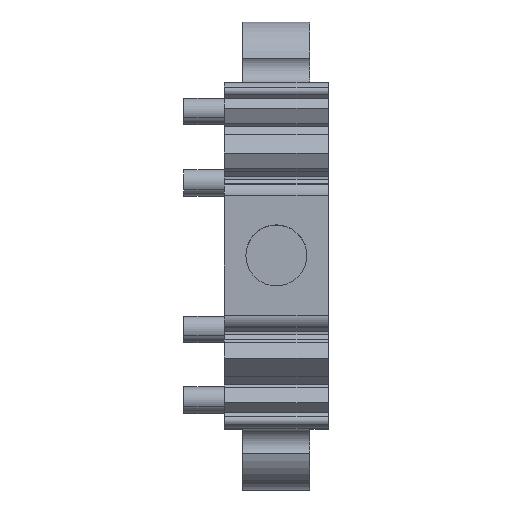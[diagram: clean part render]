
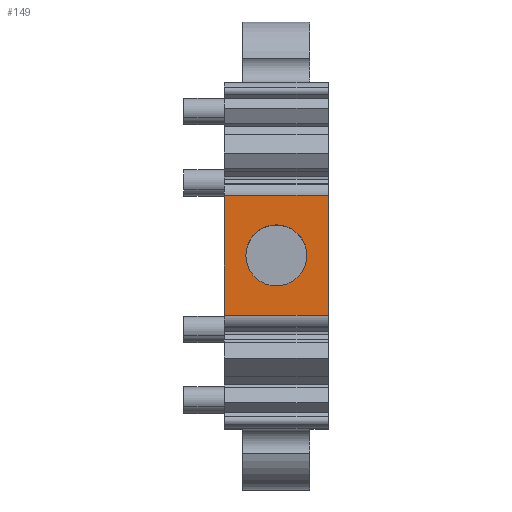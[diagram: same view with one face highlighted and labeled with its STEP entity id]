
A CAD part, top view. The second image highlights one B-rep face of the part: STEP entity #149.
In plain terms, the highlighted planar face has unit normal (0, 0, 1).
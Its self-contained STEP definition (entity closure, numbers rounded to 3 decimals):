
#49=AXIS2_PLACEMENT_3D('Circle Axis2P3D',#47,#48,$) ;
#90=AXIS2_PLACEMENT_3D('Circle Axis2P3D',#88,#89,$) ;
#109=AXIS2_PLACEMENT_3D('Plane Axis2P3D',#106,#107,#108) ;
#42=CARTESIAN_POINT('Vertex',(4.55,10.,45.8)) ;
#47=CARTESIAN_POINT('Axis2P3D Location',(4.55,11.5,45.8)) ;
#51=CARTESIAN_POINT('Vertex',(4.55,13.,45.8)) ;
#88=CARTESIAN_POINT('Axis2P3D Location',(4.55,11.5,45.8)) ;
#106=CARTESIAN_POINT('Axis2P3D Location',(4.55,14.447,45.8)) ;
#111=CARTESIAN_POINT('Line Origine',(4.55,8.553,45.8)) ;
#115=CARTESIAN_POINT('Vertex',(7.1,8.553,45.8)) ;
#117=CARTESIAN_POINT('Vertex',(2.,8.553,45.8)) ;
#120=CARTESIAN_POINT('Line Origine',(7.1,11.5,45.8)) ;
#124=CARTESIAN_POINT('Vertex',(7.1,14.447,45.8)) ;
#127=CARTESIAN_POINT('Line Origine',(4.55,14.447,45.8)) ;
#131=CARTESIAN_POINT('Vertex',(2.,14.447,45.8)) ;
#134=CARTESIAN_POINT('Line Origine',(2.,11.5,45.8)) ;
#48=DIRECTION('Axis2P3D Direction',(0.,0.,1.)) ;
#89=DIRECTION('Axis2P3D Direction',(0.,0.,1.)) ;
#107=DIRECTION('Axis2P3D Direction',(0.,0.,-1.)) ;
#108=DIRECTION('Axis2P3D XDirection',(0.,-1.,0.)) ;
#112=DIRECTION('Vector Direction',(-1.,0.,0.)) ;
#121=DIRECTION('Vector Direction',(0.,-1.,0.)) ;
#128=DIRECTION('Vector Direction',(-1.,0.,0.)) ;
#135=DIRECTION('Vector Direction',(0.,-1.,0.)) ;
#113=VECTOR('Line Direction',#112,1.) ;
#122=VECTOR('Line Direction',#121,1.) ;
#129=VECTOR('Line Direction',#128,1.) ;
#136=VECTOR('Line Direction',#135,1.) ;
#140=ORIENTED_EDGE('',*,*,#119,.F.) ;
#141=ORIENTED_EDGE('',*,*,#126,.T.) ;
#142=ORIENTED_EDGE('',*,*,#133,.T.) ;
#143=ORIENTED_EDGE('',*,*,#138,.F.) ;
#146=ORIENTED_EDGE('',*,*,#53,.F.) ;
#147=ORIENTED_EDGE('',*,*,#92,.F.) ;
#148=FACE_BOUND('',#145,.T.) ;
#149=ADVANCED_FACE('WTA_5',(#144,#148),#110,.F.) ;
#50=CIRCLE('generated circle',#49,1.5) ;
#91=CIRCLE('generated circle',#90,1.5) ;
#53=EDGE_CURVE('',#43,#52,#50,.T.) ;
#92=EDGE_CURVE('',#52,#43,#91,.T.) ;
#119=EDGE_CURVE('',#116,#118,#114,.T.) ;
#126=EDGE_CURVE('',#116,#125,#123,.F.) ;
#133=EDGE_CURVE('',#125,#132,#130,.T.) ;
#138=EDGE_CURVE('',#118,#132,#137,.F.) ;
#139=EDGE_LOOP('',(#140,#141,#142,#143)) ;
#145=EDGE_LOOP('',(#146,#147)) ;
#144=FACE_OUTER_BOUND('',#139,.T.) ;
#114=LINE('Line',#111,#113) ;
#123=LINE('Line',#120,#122) ;
#130=LINE('Line',#127,#129) ;
#137=LINE('Line',#134,#136) ;
#110=PLANE('',#109) ;
#43=VERTEX_POINT('',#42) ;
#52=VERTEX_POINT('',#51) ;
#116=VERTEX_POINT('',#115) ;
#118=VERTEX_POINT('',#117) ;
#125=VERTEX_POINT('',#124) ;
#132=VERTEX_POINT('',#131) ;
